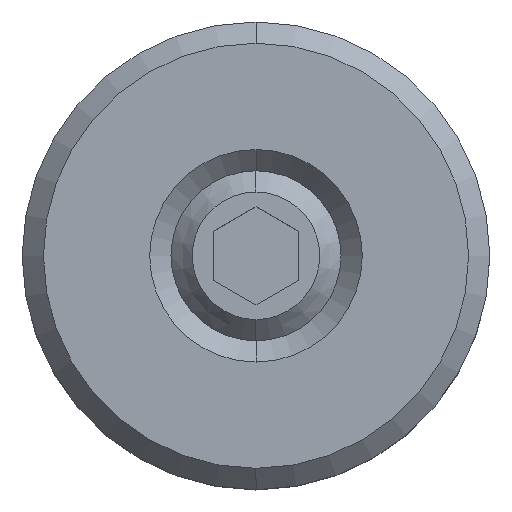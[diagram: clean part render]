
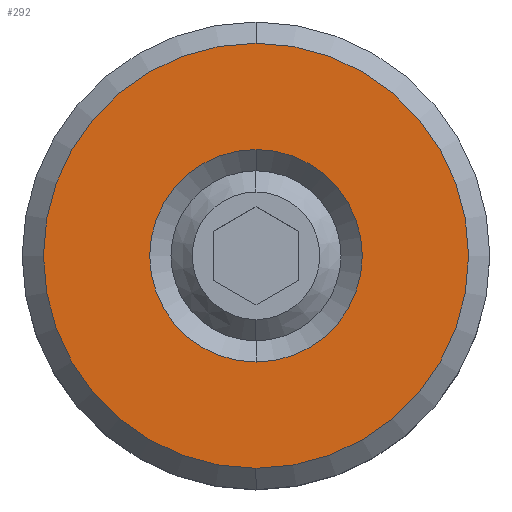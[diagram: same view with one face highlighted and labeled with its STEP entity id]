
A CAD part, top view. The second image highlights one B-rep face of the part: STEP entity #292.
In plain terms, the highlighted planar face has unit normal (0, 0, 1).
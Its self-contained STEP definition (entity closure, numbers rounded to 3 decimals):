
#292=ADVANCED_FACE('',(#552,#553),#554,.T.);
#552=FACE_OUTER_BOUND('',#822,.T.);
#553=FACE_BOUND('',#823,.T.);
#554=PLANE('',#824);
#822=EDGE_LOOP('',(#1398,#1399));
#823=EDGE_LOOP('',(#1400,#1401));
#824=AXIS2_PLACEMENT_3D('',#1402,#1403,#1404);
#1398=ORIENTED_EDGE('',*,*,#1608,.F.);
#1399=ORIENTED_EDGE('',*,*,#1731,.F.);
#1400=ORIENTED_EDGE('',*,*,#1633,.F.);
#1401=ORIENTED_EDGE('',*,*,#1595,.F.);
#1402=CARTESIAN_POINT('',(0.,0.0,12.0));
#1403=DIRECTION('',(0.,0.0,1.0));
#1404=DIRECTION('',(0.0,-1.0,0.0));
#1595=EDGE_CURVE('',#1908,#1910,#1911,.T.);
#1608=EDGE_CURVE('',#1929,#1926,#1931,.T.);
#1633=EDGE_CURVE('',#1910,#1908,#1972,.T.);
#1731=EDGE_CURVE('',#1926,#1929,#2092,.T.);
#1908=VERTEX_POINT('',#2455);
#1910=VERTEX_POINT('',#2458);
#1911=CIRCLE('',#2459,5.0);
#1926=VERTEX_POINT('',#2593);
#1929=VERTEX_POINT('',#2597);
#1931=CIRCLE('',#2600,10.0);
#1972=CIRCLE('',#2752,5.0);
#2092=CIRCLE('',#3200,10.0);
#2455=CARTESIAN_POINT('',(0.,5.,12.0));
#2458=CARTESIAN_POINT('',(0.,-5.,12.0));
#2459=AXIS2_PLACEMENT_3D('',#3407,#3408,#3409);
#2593=CARTESIAN_POINT('',(0.,10.0,12.0));
#2597=CARTESIAN_POINT('',(0.,-10.0,12.0));
#2600=AXIS2_PLACEMENT_3D('',#3418,#3419,#3420);
#2752=AXIS2_PLACEMENT_3D('',#3444,#3445,#3446);
#3200=AXIS2_PLACEMENT_3D('',#3556,#3557,#3558);
#3407=CARTESIAN_POINT('',(0.,0.,12.0));
#3408=DIRECTION('',(0.,0.0,1.0));
#3409=DIRECTION('',(0.0,1.0,0.0));
#3418=CARTESIAN_POINT('',(0.,0.0,12.0));
#3419=DIRECTION('',(0.,0.0,-1.0));
#3420=DIRECTION('',(0.0,1.0,0.0));
#3444=CARTESIAN_POINT('',(0.,0.,12.0));
#3445=DIRECTION('',(0.,0.0,1.0));
#3446=DIRECTION('',(0.0,1.0,0.0));
#3556=CARTESIAN_POINT('',(0.,0.0,12.0));
#3557=DIRECTION('',(0.,0.0,-1.0));
#3558=DIRECTION('',(0.0,1.0,0.0));
